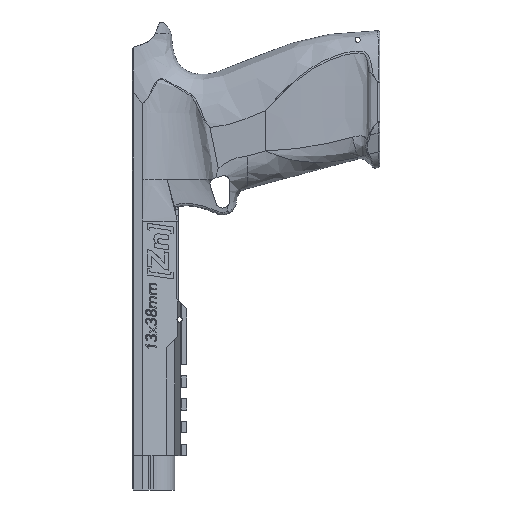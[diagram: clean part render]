
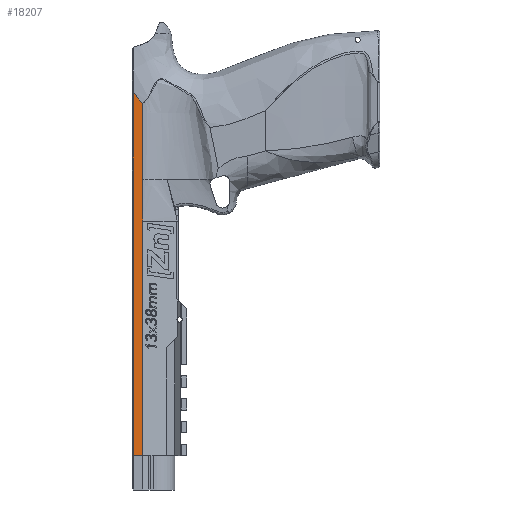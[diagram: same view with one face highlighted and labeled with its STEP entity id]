
A CAD part, left-side view. The second image highlights one B-rep face of the part: STEP entity #18207.
In plain terms, the highlighted planar face has unit normal (-1, 0, 0).
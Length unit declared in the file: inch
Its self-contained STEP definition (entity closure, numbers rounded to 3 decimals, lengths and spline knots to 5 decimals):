
#583=PLANE('',#18769);
#1489=FACE_OUTER_BOUND('',#2486,.T.);
#2486=EDGE_LOOP('',(#16153,#16154,#16155,#16156,#16157,#16158));
#3085=LINE('',#25232,#4632);
#3951=LINE('',#34454,#5498);
#3996=LINE('',#34568,#5543);
#3998=LINE('',#34572,#5545);
#3999=LINE('',#34573,#5546);
#4632=VECTOR('',#19573,0.3937);
#5498=VECTOR('',#21069,0.3937);
#5543=VECTOR('',#21180,0.3937);
#5545=VECTOR('',#21184,0.75);
#5546=VECTOR('',#21185,2.5);
#6667=B_SPLINE_CURVE_WITH_KNOTS('',3,(#33603,#33604,#33605,#33606,#33607),
 .UNSPECIFIED.,.F.,.F.,(4,1,4),(0.70959,0.72579,0.72848),
 .UNSPECIFIED.);
#7383=VERTEX_POINT('',#25229);
#7384=VERTEX_POINT('',#25231);
#8357=VERTEX_POINT('',#33597);
#8358=VERTEX_POINT('',#33602);
#8420=VERTEX_POINT('',#34448);
#8440=VERTEX_POINT('',#34571);
#9498=EDGE_CURVE('',#7383,#7384,#3085,.T.);
#10929=EDGE_CURVE('',#8358,#8357,#6667,.T.);
#11032=EDGE_CURVE('',#8420,#7384,#3951,.T.);
#11081=EDGE_CURVE('',#8420,#8357,#3996,.T.);
#11083=EDGE_CURVE('',#7383,#8440,#3998,.T.);
#11084=EDGE_CURVE('',#8358,#8440,#3999,.T.);
#16153=ORIENTED_EDGE('',*,*,#9498,.F.);
#16154=ORIENTED_EDGE('',*,*,#11083,.T.);
#16155=ORIENTED_EDGE('',*,*,#11084,.F.);
#16156=ORIENTED_EDGE('',*,*,#10929,.T.);
#16157=ORIENTED_EDGE('',*,*,#11081,.F.);
#16158=ORIENTED_EDGE('',*,*,#11032,.T.);
#18207=ADVANCED_FACE('',(#1489),#583,.T.);
#18769=AXIS2_PLACEMENT_3D('',#34570,#21182,#21183);
#19573=DIRECTION('',(0.,0.,-1.));
#21069=DIRECTION('',(0.,-1.,0.));
#21180=DIRECTION('',(0.,0.,1.));
#21182=DIRECTION('center_axis',(-1.,0.,0.));
#21183=DIRECTION('ref_axis',(0.,1.,0.));
#21184=DIRECTION('',(0.,0.,1.));
#21185=DIRECTION('',(0.,0.,-1.));
#25229=CARTESIAN_POINT('',(-0.5945,4.29442,-2.38518));
#25231=CARTESIAN_POINT('',(-0.5945,4.29442,-6.63468));
#25232=CARTESIAN_POINT('',(-0.5945,4.29442,-2.00968));
#33597=CARTESIAN_POINT('',(-0.5945,4.46192,-0.04512));
#33602=CARTESIAN_POINT('',(-0.5945,4.29442,-0.25577));
#33603=CARTESIAN_POINT('Ctrl Pts',(-0.5945,4.29437,-0.25572));
#33604=CARTESIAN_POINT('Ctrl Pts',(-0.5945,4.3483,
-0.19963));
#33605=CARTESIAN_POINT('Ctrl Pts',(-0.5945,4.40608,
-0.12855));
#33606=CARTESIAN_POINT('Ctrl Pts',(-0.5945,4.45506,
-0.05553));
#33607=CARTESIAN_POINT('Ctrl Pts',(-0.5945,4.46187,
-0.04509));
#34448=CARTESIAN_POINT('',(-0.5945,4.46192,-6.63468));
#34454=CARTESIAN_POINT('',(-0.5945,4.48192,-6.63468));
#34568=CARTESIAN_POINT('',(-0.5945,4.46192,-1.05015));
#34570=CARTESIAN_POINT('Origin',(-0.5945,4.29442,-1.88468));
#34571=CARTESIAN_POINT('',(-0.5945,4.29442,-1.63518));
#34572=CARTESIAN_POINT('',(-0.5945,4.29442,-1.63518));
#34573=CARTESIAN_POINT('',(-0.5945,4.29442,0.86482));
